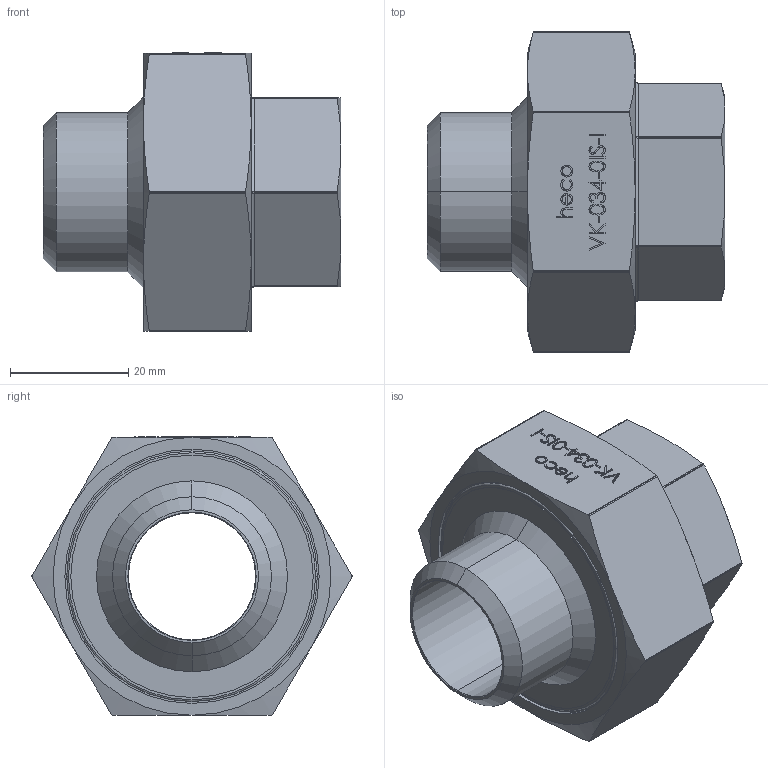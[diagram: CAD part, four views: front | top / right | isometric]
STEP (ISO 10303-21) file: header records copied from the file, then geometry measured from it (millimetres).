
FILE_DESCRIPTION (( 'STEP AP214' ), '1' );
FILE_NAME ('heco_VK-034-0IS-I.STEP', '2016-09-23T09:55:51', ( '' ), ( '' ), 'SwSTEP 2.0', 'SolidWorks 2016', '' );
FILE_SCHEMA (( 'AUTOMOTIVE_DESIGN' ));
Length unit declared in the file: millimetre
Products named in the file (1): heco_VK-034-0IS-I
Bounding box: 50.4 x 54.18 x 47.1 mm (x, y, z)
Volume: 34856.9 mm3; surface area: 12916.4 mm2
Topology: 1 solids, 1 shells, 283 faces, 715 edges, 456 vertices
Faces by surface type: plane 111, bspline 88, cylinder 50, cone 32, torus 2
Entity records: 14808 total; most frequent: CARTESIAN_POINT 6957, ORIENTED_EDGE 1418, DIRECTION 895, EDGE_CURVE 709, VERTEX_POINT 456, VECTOR 371, LINE 371, EDGE_LOOP 313
